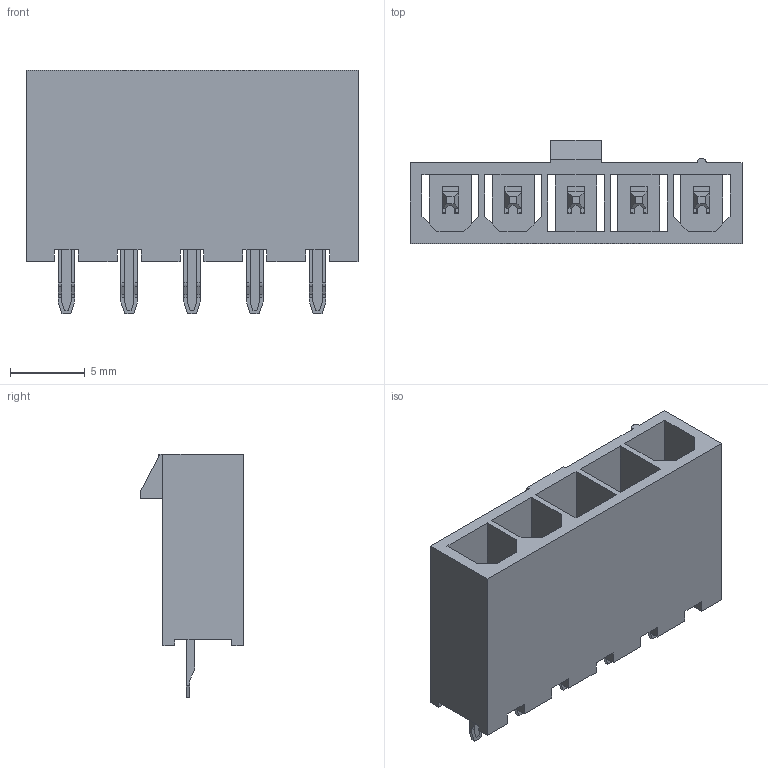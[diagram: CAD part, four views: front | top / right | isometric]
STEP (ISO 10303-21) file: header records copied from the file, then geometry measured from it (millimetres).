
FILE_DESCRIPTION(/* description */ ('Unknown'),/* implementation_level */ '2;1');
FILE_NAME(/* name */ '64900511122',/* time_stamp */ '2019-08-02T09:13:18+02:00',/* author */ ('Unknown'),/* organization */ ('Unknown'),/* preprocessor_version */ 'ST-DEVELOPER v16.7',/* originating_system */ 'DEX',/* authorisation */ $);
FILE_SCHEMA (('AUTOMOTIVE_DESIGN {1 0 10303 214 3 1 1}'));
Length unit declared in the file: millimetre
Products named in the file (3): 6490xx11122; 64900511122; 6490xx11122_PIN
Assembly tree (6 placements, depth 2):
  6490xx11122
    64900511122
    6490xx11122_PIN  x5
Bounding box: 22.2 x 6.9 x 16.3 mm (x, y, z)
Volume: 804 mm3; surface area: 2310.1 mm2
Topology: 6 solids, 6 shells, 550 faces, 1613 edges, 1060 vertices
Faces by surface type: plane 409, cylinder 141
Entity records: 8139 total; most frequent: ORIENTED_EDGE 1450, CARTESIAN_POINT 1446, DIRECTION 1273, EDGE_CURVE 725, LINE 667, VECTOR 667, VERTEX_POINT 476, AXIS2_PLACEMENT_3D 303
